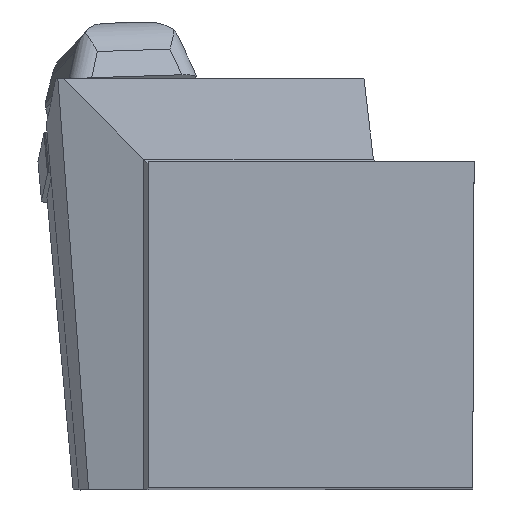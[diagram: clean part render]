
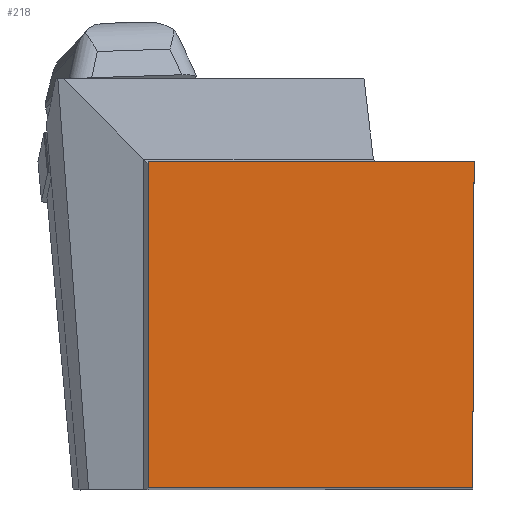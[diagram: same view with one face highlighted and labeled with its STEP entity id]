
A CAD part, top view. The second image highlights one B-rep face of the part: STEP entity #218.
In plain terms, the highlighted planar face has unit normal (0, 0, 1).
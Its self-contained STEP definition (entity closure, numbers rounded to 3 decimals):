
#154=FACE_OUTER_BOUND('',#602,.T.);
#218=ADVANCED_FACE('BLANK_BOXF006',(#154),#276,.F.);
#276=PLANE('',#1430);
#368=LINE('',#2086,#496);
#374=LINE('',#2099,#502);
#375=LINE('',#2101,#503);
#376=LINE('',#2103,#504);
#496=VECTOR('',#1651,1.);
#502=VECTOR('',#1661,1.);
#503=VECTOR('',#1664,1.);
#504=VECTOR('',#1665,1.);
#602=EDGE_LOOP('',(#783,#784,#785,#786));
#783=ORIENTED_EDGE('',*,*,#1205,.F.);
#784=ORIENTED_EDGE('',*,*,#1197,.F.);
#785=ORIENTED_EDGE('',*,*,#1204,.F.);
#786=ORIENTED_EDGE('',*,*,#1206,.F.);
#1060=VERTEX_POINT('',#2085);
#1061=VERTEX_POINT('',#2087);
#1065=VERTEX_POINT('',#2098);
#1066=VERTEX_POINT('',#2102);
#1197=EDGE_CURVE('',#1060,#1061,#368,.T.);
#1204=EDGE_CURVE('',#1065,#1060,#374,.T.);
#1205=EDGE_CURVE('',#1061,#1066,#375,.T.);
#1206=EDGE_CURVE('',#1066,#1065,#376,.T.);
#1430=AXIS2_PLACEMENT_3D('',#2104,#1666,#1667);
#1651=DIRECTION('',(-1.,0.,0.));
#1661=DIRECTION('',(-0.004,-1.,0.));
#1664=DIRECTION('',(0.,1.,0.));
#1665=DIRECTION('',(1.,0.,0.));
#1666=DIRECTION('',(0.,0.,-1.));
#1667=DIRECTION('',(-1.,0.,0.));
#2085=CARTESIAN_POINT('',(-0.166,0.,0.));
#2086=CARTESIAN_POINT('',(168.4,0.,0.));
#2087=CARTESIAN_POINT('',(-37.973,0.,0.));
#2098=CARTESIAN_POINT('',(0.,37.973,0.));
#2099=CARTESIAN_POINT('',(0.569,168.398,0.));
#2101=CARTESIAN_POINT('',(-37.973,-168.4,0.));
#2102=CARTESIAN_POINT('',(-37.973,37.973,0.));
#2103=CARTESIAN_POINT('',(-168.4,37.973,0.));
#2104=CARTESIAN_POINT('',(-66.8,-5.,0.));
